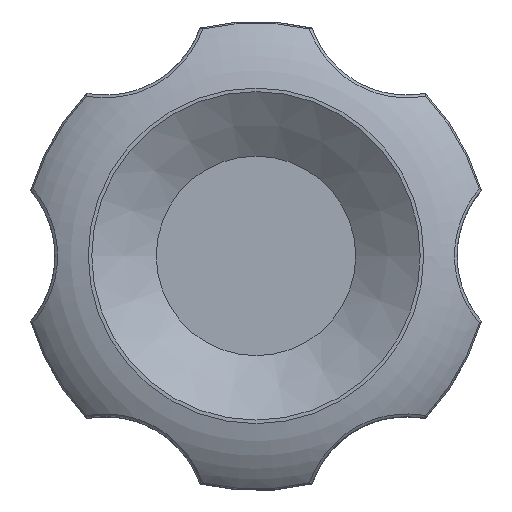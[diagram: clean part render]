
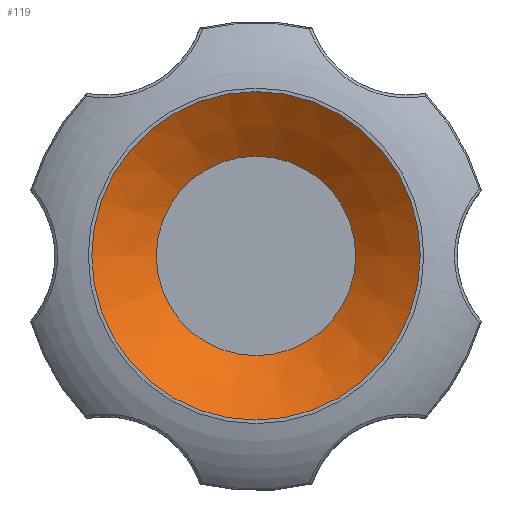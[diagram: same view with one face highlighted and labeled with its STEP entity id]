
A CAD part, top view. The second image highlights one B-rep face of the part: STEP entity #119.
In plain terms, the highlighted conical face has half-angle 55.359 degrees and reference radius 7 mm.
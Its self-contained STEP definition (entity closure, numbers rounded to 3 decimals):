
#119 = ADVANCED_FACE( '', ( #274, #275 ), #276, .F. );
#274 = FACE_BOUND( '', #1484, .T. );
#275 = FACE_OUTER_BOUND( '', #1485, .T. );
#276 = CONICAL_SURFACE( '', #1486, 7., 0.966 );
#1484 = EDGE_LOOP( '', ( #3178 ) );
#1485 = EDGE_LOOP( '', ( #3179 ) );
#1486 = AXIS2_PLACEMENT_3D( '', #3180, #3181, #3182 );
#3178 = ORIENTED_EDGE( '', *, *, #3561, .F. );
#3179 = ORIENTED_EDGE( '', *, *, #3562, .T. );
#3180 = CARTESIAN_POINT( '', ( 0., 0., 20. ) );
#3181 = DIRECTION( '', ( 0., 0., 1. ) );
#3182 = DIRECTION( '', ( 1., 0., 0. ) );
#3561 = EDGE_CURVE( '', #3807, #3807, #3808, .T. );
#3562 = EDGE_CURVE( '', #3809, #3809, #3810, .T. );
#3807 = VERTEX_POINT( '', #5496 );
#3808 = CIRCLE( '', #5497, 4.25 );
#3809 = VERTEX_POINT( '', #5498 );
#3810 = CIRCLE( '', #5499, 7. );
#5496 = CARTESIAN_POINT( '', ( 4.25, 0., 18.1 ) );
#5497 = AXIS2_PLACEMENT_3D( '', #6310, #6311, #6312 );
#5498 = CARTESIAN_POINT( '', ( 7., 0., 20. ) );
#5499 = AXIS2_PLACEMENT_3D( '', #6313, #6314, #6315 );
#6310 = CARTESIAN_POINT( '', ( 0., 0., 18.1 ) );
#6311 = DIRECTION( '', ( 0., 0., 1. ) );
#6312 = DIRECTION( '', ( 1., 0., 0. ) );
#6313 = CARTESIAN_POINT( '', ( 0., 0., 20. ) );
#6314 = DIRECTION( '', ( 0., 0., 1. ) );
#6315 = DIRECTION( '', ( 1., 0., 0. ) );
